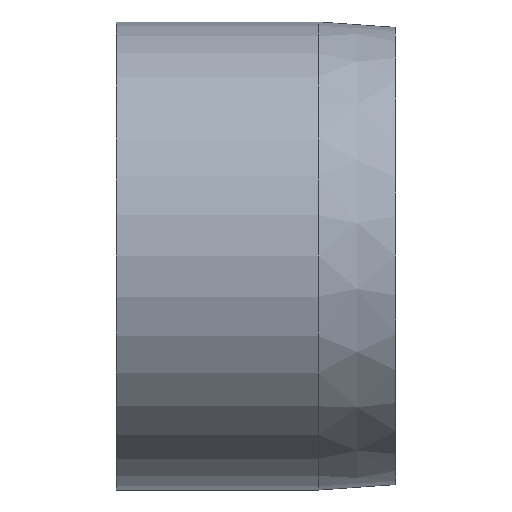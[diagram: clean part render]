
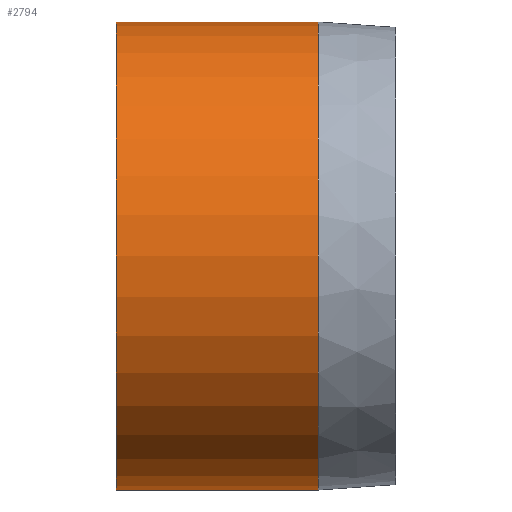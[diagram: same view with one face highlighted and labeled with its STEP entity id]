
A CAD part, left-side view. The second image highlights one B-rep face of the part: STEP entity #2794.
In plain terms, the highlighted cylindrical face has radius 38.9 mm (diameter 77.8 mm), a partial arc.
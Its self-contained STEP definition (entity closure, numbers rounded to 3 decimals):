
#128 = CARTESIAN_POINT ( 'NONE',  ( 0., -93.526, -38.9 ) ) ;
#278 = EDGE_CURVE ( 'NONE', #3983, #920, #2824, .T. ) ;
#303 = DIRECTION ( 'NONE',  ( 0., 1., 0. ) ) ;
#479 = VECTOR ( 'NONE', #3487, 1000. ) ;
#527 = CIRCLE ( 'NONE', #3774, 38.9 ) ;
#631 = CARTESIAN_POINT ( 'NONE',  ( 0., 12.871, 0. ) ) ;
#639 = VERTEX_POINT ( 'NONE', #3678 ) ;
#669 = DIRECTION ( 'NONE',  ( 0., 1., 0. ) ) ;
#920 = VERTEX_POINT ( 'NONE', #3901 ) ;
#1134 = EDGE_LOOP ( 'NONE', ( #3828, #1145, #3635, #2166 ) ) ;
#1145 = ORIENTED_EDGE ( 'NONE', *, *, #2408, .T. ) ;
#1469 = CIRCLE ( 'NONE', #1905, 38.9 ) ;
#1491 = EDGE_CURVE ( 'NONE', #2786, #920, #527, .T. ) ;
#1905 = AXIS2_PLACEMENT_3D ( 'NONE', #631, #669, #2060 ) ;
#1990 = CARTESIAN_POINT ( 'NONE',  ( 0., 46.5, -38.9 ) ) ;
#2060 = DIRECTION ( 'NONE',  ( 0., 0., 1. ) ) ;
#2166 = ORIENTED_EDGE ( 'NONE', *, *, #1491, .F. ) ;
#2328 = DIRECTION ( 'NONE',  ( 0., 1., 0. ) ) ;
#2377 = CARTESIAN_POINT ( 'NONE',  ( 0., -93.526, 0. ) ) ;
#2408 = EDGE_CURVE ( 'NONE', #639, #3983, #1469, .T. ) ;
#2455 = CARTESIAN_POINT ( 'NONE',  ( 0., -93.526, 38.9 ) ) ;
#2514 = EDGE_CURVE ( 'NONE', #639, #2786, #4225, .T. ) ;
#2674 = DIRECTION ( 'NONE',  ( 0., 0., 1. ) ) ;
#2786 = VERTEX_POINT ( 'NONE', #1990 ) ;
#2794 = ADVANCED_FACE ( 'NONE', ( #3456 ), #4445, .T. ) ;
#2824 = LINE ( 'NONE', #2455, #479 ) ;
#2971 = CARTESIAN_POINT ( 'NONE',  ( 0., 46.5, 0. ) ) ;
#3394 = CARTESIAN_POINT ( 'NONE',  ( 0., 12.871, 38.9 ) ) ;
#3413 = DIRECTION ( 'NONE',  ( 0., 0., 1. ) ) ;
#3456 = FACE_OUTER_BOUND ( 'NONE', #1134, .T. ) ;
#3487 = DIRECTION ( 'NONE',  ( 0., 1., 0. ) ) ;
#3635 = ORIENTED_EDGE ( 'NONE', *, *, #278, .T. ) ;
#3678 = CARTESIAN_POINT ( 'NONE',  ( 0., 12.871, -38.9 ) ) ;
#3774 = AXIS2_PLACEMENT_3D ( 'NONE', #2971, #2328, #2674 ) ;
#3828 = ORIENTED_EDGE ( 'NONE', *, *, #2514, .F. ) ;
#3868 = DIRECTION ( 'NONE',  ( 0., 1., 0. ) ) ;
#3901 = CARTESIAN_POINT ( 'NONE',  ( 0., 46.5, 38.9 ) ) ;
#3983 = VERTEX_POINT ( 'NONE', #3394 ) ;
#4225 = LINE ( 'NONE', #128, #4473 ) ;
#4331 = AXIS2_PLACEMENT_3D ( 'NONE', #2377, #303, #3413 ) ;
#4445 = CYLINDRICAL_SURFACE ( 'NONE', #4331, 38.9 ) ;
#4473 = VECTOR ( 'NONE', #3868, 1000. ) ;
